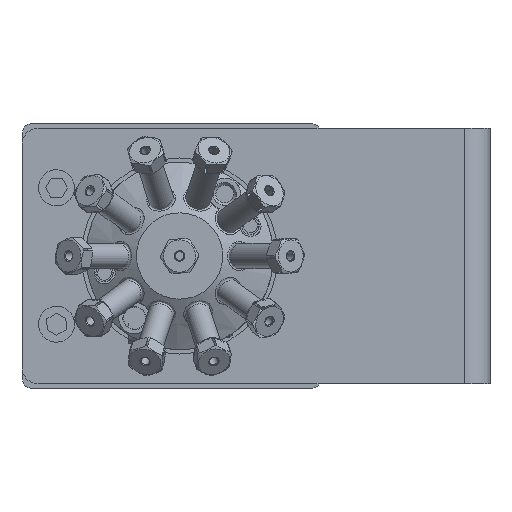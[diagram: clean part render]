
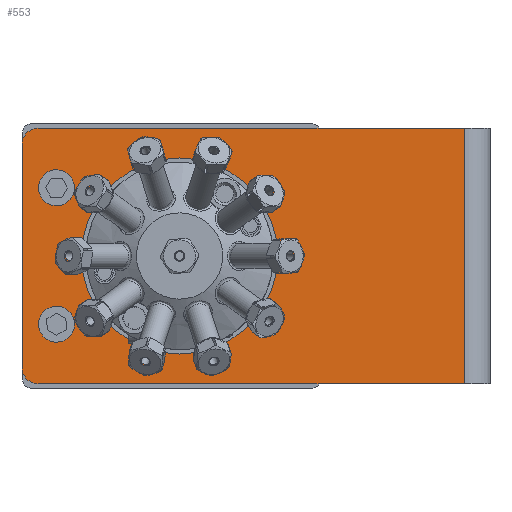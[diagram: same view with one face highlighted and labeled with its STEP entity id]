
A CAD part, left-side view. The second image highlights one B-rep face of the part: STEP entity #553.
In plain terms, the highlighted planar face has unit normal (-1, 0, 0).
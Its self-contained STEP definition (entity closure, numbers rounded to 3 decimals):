
#176=CARTESIAN_POINT('',(0.,84.072,-47.625));
#177=VERTEX_POINT('',#176);
#178=CARTESIAN_POINT('',(0.,87.122,-44.575));
#179=VERTEX_POINT('',#178);
#180=CARTESIAN_POINT('',(0.,84.072,-44.575));
#181=DIRECTION('',(1.0,0.0,0.0));
#182=DIRECTION('',(0.0,0.707,-0.707));
#183=AXIS2_PLACEMENT_3D('',#180,#181,#182);
#184=CIRCLE('',#183,3.05);
#185=EDGE_CURVE('',#177,#179,#184,.T.);
#220=CARTESIAN_POINT('',(0.,87.122,-3.05));
#221=VERTEX_POINT('',#220);
#235=CARTESIAN_POINT('',(0.,87.122,-3.05));
#236=DIRECTION('',(0.0,0.0,-1.0));
#237=VECTOR('',#236,41.525);
#238=LINE('',#235,#237);
#239=EDGE_CURVE('',#221,#179,#238,.T.);
#249=CARTESIAN_POINT('',(0.,4.78,-47.625));
#250=VERTEX_POINT('',#249);
#260=CARTESIAN_POINT('',(0.,84.072,-47.625));
#261=DIRECTION('',(0.0,-1.0,0.0));
#262=VECTOR('',#261,79.292);
#263=LINE('',#260,#262);
#264=EDGE_CURVE('',#177,#250,#263,.T.);
#305=CARTESIAN_POINT('',(0.,57.785,-5.562));
#306=VERTEX_POINT('',#305);
#307=CARTESIAN_POINT('',(0.,57.785,-23.813));
#308=DIRECTION('',(1.0,0.0,0.0));
#309=DIRECTION('',(0.0,0.0,1.0));
#310=AXIS2_PLACEMENT_3D('',#307,#308,#309);
#311=CIRCLE('',#310,18.25);
#312=EDGE_CURVE('',#306,#306,#311,.T.);
#333=CARTESIAN_POINT('',(0.,84.072,0.0));
#334=VERTEX_POINT('',#333);
#335=CARTESIAN_POINT('',(0.,84.072,-3.05));
#336=DIRECTION('',(1.0,0.0,0.0));
#337=DIRECTION('',(0.0,0.707,0.707));
#338=AXIS2_PLACEMENT_3D('',#335,#336,#337);
#339=CIRCLE('',#338,3.05);
#340=EDGE_CURVE('',#221,#334,#339,.T.);
#503=CARTESIAN_POINT('',(0.,87.122,0.0));
#504=DIRECTION('',(-1.0,0.0,0.0));
#505=DIRECTION('',(0.0,0.0,1.0));
#506=AXIS2_PLACEMENT_3D('',#503,#504,#505);
#507=PLANE('',#506);
#508=CARTESIAN_POINT('',(0.,4.78,0.0));
#509=VERTEX_POINT('',#508);
#510=CARTESIAN_POINT('',(0.,4.78,0.0));
#511=DIRECTION('',(0.0,0.0,-1.0));
#512=VECTOR('',#511,47.625);
#513=LINE('',#510,#512);
#514=EDGE_CURVE('',#509,#250,#513,.T.);
#515=ORIENTED_EDGE('',*,*,#514,.F.);
#516=CARTESIAN_POINT('',(0.,84.072,0.0));
#517=DIRECTION('',(0.0,-1.0,0.0));
#518=VECTOR('',#517,79.292);
#519=LINE('',#516,#518);
#520=EDGE_CURVE('',#334,#509,#519,.T.);
#521=ORIENTED_EDGE('',*,*,#520,.F.);
#522=ORIENTED_EDGE('',*,*,#340,.F.);
#523=ORIENTED_EDGE('',*,*,#239,.T.);
#524=ORIENTED_EDGE('',*,*,#185,.F.);
#525=ORIENTED_EDGE('',*,*,#264,.T.);
#526=EDGE_LOOP('',(#515,#521,#522,#523,#524,#525));
#527=FACE_OUTER_BOUND('',#526,.T.);
#528=CARTESIAN_POINT('',(0.,80.696,-8.952));
#529=VERTEX_POINT('',#528);
#530=CARTESIAN_POINT('',(0.,80.696,-11.112));
#531=DIRECTION('',(1.0,0.0,0.0));
#532=DIRECTION('',(0.0,0.0,1.0));
#533=AXIS2_PLACEMENT_3D('',#530,#531,#532);
#534=CIRCLE('',#533,2.16);
#535=EDGE_CURVE('',#529,#529,#534,.T.);
#536=ORIENTED_EDGE('',*,*,#535,.T.);
#537=EDGE_LOOP('',(#536));
#538=FACE_BOUND('',#537,.T.);
#539=CARTESIAN_POINT('',(0.,80.696,-34.352));
#540=VERTEX_POINT('',#539);
#541=CARTESIAN_POINT('',(0.,80.696,-36.512));
#542=DIRECTION('',(1.0,0.0,0.0));
#543=DIRECTION('',(0.0,0.0,1.0));
#544=AXIS2_PLACEMENT_3D('',#541,#542,#543);
#545=CIRCLE('',#544,2.16);
#546=EDGE_CURVE('',#540,#540,#545,.T.);
#547=ORIENTED_EDGE('',*,*,#546,.T.);
#548=EDGE_LOOP('',(#547));
#549=FACE_BOUND('',#548,.T.);
#550=ORIENTED_EDGE('',*,*,#312,.T.);
#551=EDGE_LOOP('',(#550));
#552=FACE_BOUND('',#551,.T.);
#553=ADVANCED_FACE('',(#527,#538,#549,#552),#507,.T.);
